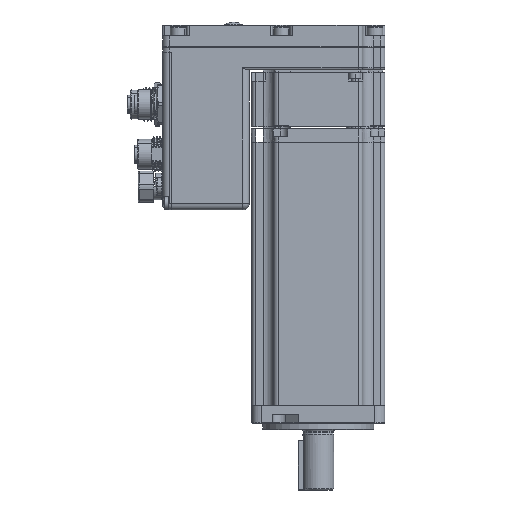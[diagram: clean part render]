
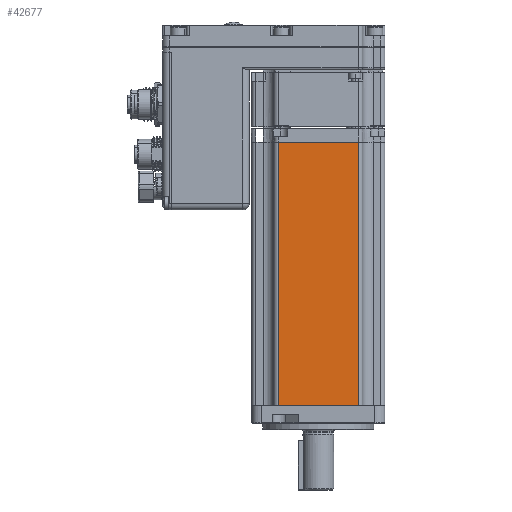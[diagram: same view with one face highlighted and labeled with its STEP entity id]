
A CAD part, front view. The second image highlights one B-rep face of the part: STEP entity #42677.
In plain terms, the highlighted planar face has unit normal (0, -1, 0).
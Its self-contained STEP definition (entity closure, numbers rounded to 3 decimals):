
#1751 = CARTESIAN_POINT ( 'NONE',  ( 57.433, -30.734, 65.75 ) ) ;
#3676 = ORIENTED_EDGE ( 'NONE', *, *, #4026, .F. ) ;
#4026 = EDGE_CURVE ( 'NONE', #46792, #53375, #15268, .T. ) ;
#8338 = PLANE ( 'NONE',  #25878 ) ;
#15268 = LINE ( 'NONE', #46705, #17726 ) ;
#16066 = CARTESIAN_POINT ( 'NONE',  ( 19.433, -30.734, 65.75 ) ) ;
#17726 = VECTOR ( 'NONE', #69612, 1000. ) ;
#25878 = AXIS2_PLACEMENT_3D ( 'NONE', #16066, #69231, #68895 ) ;
#25910 = DIRECTION ( 'NONE',  ( 1., 0., 0. ) ) ;
#31700 = EDGE_CURVE ( 'NONE', #78288, #53375, #78933, .T. ) ;
#35991 = ORIENTED_EDGE ( 'NONE', *, *, #95802, .T. ) ;
#36241 = CARTESIAN_POINT ( 'NONE',  ( 57.433, -30.734, 61. ) ) ;
#36572 = VECTOR ( 'NONE', #25910, 1000. ) ;
#40748 = CARTESIAN_POINT ( 'NONE',  ( 9.433, -30.734, 61. ) ) ;
#42384 = EDGE_CURVE ( 'NONE', #78288, #49296, #72660, .T. ) ;
#42677 = ADVANCED_FACE ( 'NONE', ( #52201 ), #8338, .F. ) ;
#43488 = DIRECTION ( 'NONE',  ( 0., 0., -1. ) ) ;
#43800 = CARTESIAN_POINT ( 'NONE',  ( 21.433, -30.734, 65.75 ) ) ;
#46705 = CARTESIAN_POINT ( 'NONE',  ( 57.433, -30.734, -57.5 ) ) ;
#46792 = VERTEX_POINT ( 'NONE', #55155 ) ;
#49296 = VERTEX_POINT ( 'NONE', #36241 ) ;
#52201 = FACE_OUTER_BOUND ( 'NONE', #60654, .T. ) ;
#53375 = VERTEX_POINT ( 'NONE', #87531 ) ;
#54905 = DIRECTION ( 'NONE',  ( 0., 0., 1. ) ) ;
#55155 = CARTESIAN_POINT ( 'NONE',  ( 57.433, -30.734, -57.5 ) ) ;
#60654 = EDGE_LOOP ( 'NONE', ( #75700, #3676, #35991, #79980 ) ) ;
#63341 = VECTOR ( 'NONE', #43488, 1000. ) ;
#68895 = DIRECTION ( 'NONE',  ( -1., 0., 0. ) ) ;
#69231 = DIRECTION ( 'NONE',  ( 0., 1., 0. ) ) ;
#69612 = DIRECTION ( 'NONE',  ( -1., 0., 0. ) ) ;
#72660 = LINE ( 'NONE', #40748, #36572 ) ;
#75700 = ORIENTED_EDGE ( 'NONE', *, *, #31700, .T. ) ;
#78288 = VERTEX_POINT ( 'NONE', #94119 ) ;
#78933 = LINE ( 'NONE', #43800, #63341 ) ;
#79299 = LINE ( 'NONE', #1751, #93662 ) ;
#79980 = ORIENTED_EDGE ( 'NONE', *, *, #42384, .F. ) ;
#87531 = CARTESIAN_POINT ( 'NONE',  ( 21.433, -30.734, -57.5 ) ) ;
#93662 = VECTOR ( 'NONE', #54905, 1000. ) ;
#94119 = CARTESIAN_POINT ( 'NONE',  ( 21.433, -30.734, 61. ) ) ;
#95802 = EDGE_CURVE ( 'NONE', #46792, #49296, #79299, .T. ) ;
